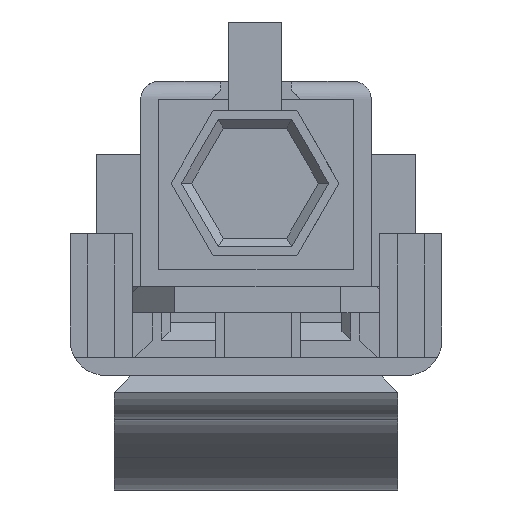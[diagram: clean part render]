
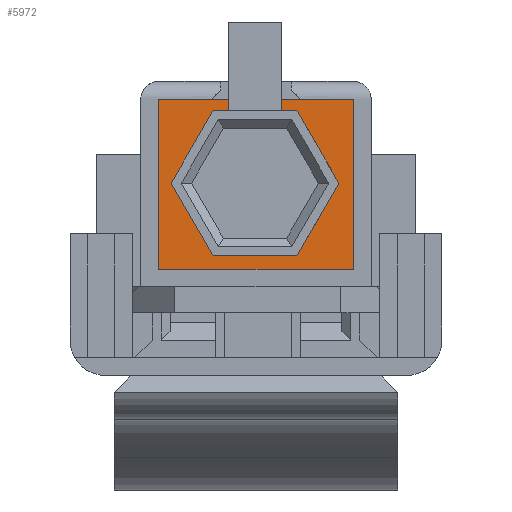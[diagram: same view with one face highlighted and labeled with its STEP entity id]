
A CAD part, front view. The second image highlights one B-rep face of the part: STEP entity #5972.
In plain terms, the highlighted planar face has unit normal (0, -1, 0).
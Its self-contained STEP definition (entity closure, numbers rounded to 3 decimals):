
#112=FACE_BOUND('',#714,.T.);
#158=CIRCLE('',#6393,3.5);
#383=FACE_OUTER_BOUND('',#713,.T.);
#713=EDGE_LOOP('',(#4736,#4737,#4738,#4739));
#714=EDGE_LOOP('',(#4740));
#1139=LINE('',#9165,#1899);
#1247=LINE('',#9407,#2007);
#1272=LINE('',#9467,#2032);
#1273=LINE('',#9468,#2033);
#1899=VECTOR('',#7127,10.);
#2007=VECTOR('',#7333,10.);
#2032=VECTOR('',#7404,10.);
#2033=VECTOR('',#7405,10.);
#2597=VERTEX_POINT('',#9162);
#2598=VERTEX_POINT('',#9164);
#2683=VERTEX_POINT('',#9405);
#2694=VERTEX_POINT('',#9462);
#2695=VERTEX_POINT('',#9466);
#3265=EDGE_CURVE('',#2598,#2597,#1139,.T.);
#3389=EDGE_CURVE('',#2597,#2683,#1247,.T.);
#3415=EDGE_CURVE('',#2694,#2694,#158,.T.);
#3416=EDGE_CURVE('',#2695,#2598,#1272,.T.);
#3417=EDGE_CURVE('',#2683,#2695,#1273,.T.);
#4736=ORIENTED_EDGE('',*,*,#3416,.T.);
#4737=ORIENTED_EDGE('',*,*,#3265,.T.);
#4738=ORIENTED_EDGE('',*,*,#3389,.T.);
#4739=ORIENTED_EDGE('',*,*,#3417,.T.);
#4740=ORIENTED_EDGE('',*,*,#3415,.F.);
#5667=PLANE('',#6394);
#5972=ADVANCED_FACE('',(#383,#112),#5667,.F.);
#6393=AXIS2_PLACEMENT_3D('',#9464,#7400,#7401);
#6394=AXIS2_PLACEMENT_3D('',#9465,#7402,#7403);
#7127=DIRECTION('',(-1.,0.,0.));
#7333=DIRECTION('',(0.,0.,-1.));
#7400=DIRECTION('center_axis',(0.,-1.,0.));
#7401=DIRECTION('ref_axis',(-1.,0.,0.));
#7402=DIRECTION('center_axis',(0.,1.,0.));
#7403=DIRECTION('ref_axis',(-1.,0.,0.));
#7404=DIRECTION('',(0.,0.,1.));
#7405=DIRECTION('',(1.,0.,0.));
#9162=CARTESIAN_POINT('',(7.5,33.,10.6));
#9164=CARTESIAN_POINT('',(18.5,33.,10.6));
#9165=CARTESIAN_POINT('',(18.5,33.,10.6));
#9405=CARTESIAN_POINT('',(7.5,33.,1.));
#9407=CARTESIAN_POINT('',(7.5,33.,10.6));
#9462=CARTESIAN_POINT('',(16.5,33.,5.8));
#9464=CARTESIAN_POINT('Origin',(13.,33.,5.8));
#9465=CARTESIAN_POINT('Origin',(13.,33.,5.8));
#9466=CARTESIAN_POINT('',(18.5,33.,1.));
#9467=CARTESIAN_POINT('',(18.5,33.,1.));
#9468=CARTESIAN_POINT('',(7.5,33.,1.));
